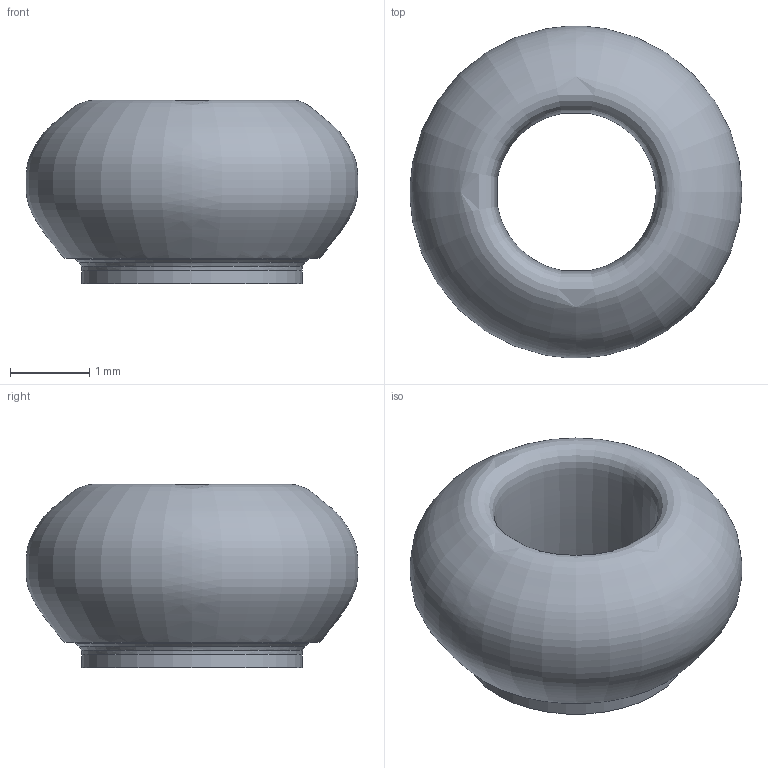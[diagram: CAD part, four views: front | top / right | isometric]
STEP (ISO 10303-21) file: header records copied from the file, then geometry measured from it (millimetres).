
FILE_DESCRIPTION(/* description */ (''),/* implementation_level */ '2;1');
FILE_NAME(/* name */ 'scaled_reactor.step',/* time_stamp */ '2024-08-31T18:28:47+01:00',/* author */ (''),/* organization */ (''),/* preprocessor_version */ 'ST-DEVELOPER v20',/* originating_system */ 'Autodesk Translation Framework v13.14.0.145',/* authorisation */ '');
FILE_SCHEMA (('AUTOMOTIVE_DESIGN { 1 0 10303 214 3 1 1 }'));
Length unit declared in the file: millimetre
Products named in the file (2): Actual geometry; tele1CBCDB6C2hun
Assembly tree (1 placements, depth 2):
  Actual geometry
    tele1CBCDB6C2hun
Bounding box: 4.19 x 4.19 x 2.32 mm (x, y, z)
Volume: 15.4 mm3; surface area: 69.3 mm2
Topology: 1 solids, 2 shells, 18 faces, 44 edges, 26 vertices
Faces by surface type: bspline 9, cone 8, torus 1
Entity records: 2830 total; most frequent: CARTESIAN_POINT 2285, ORIENTED_EDGE 88, DIRECTION 88, EDGE_CURVE 44, AXIS2_PLACEMENT_3D 40, CIRCLE 27, VERTEX_POINT 26, FACE_OUTER_BOUND 18
